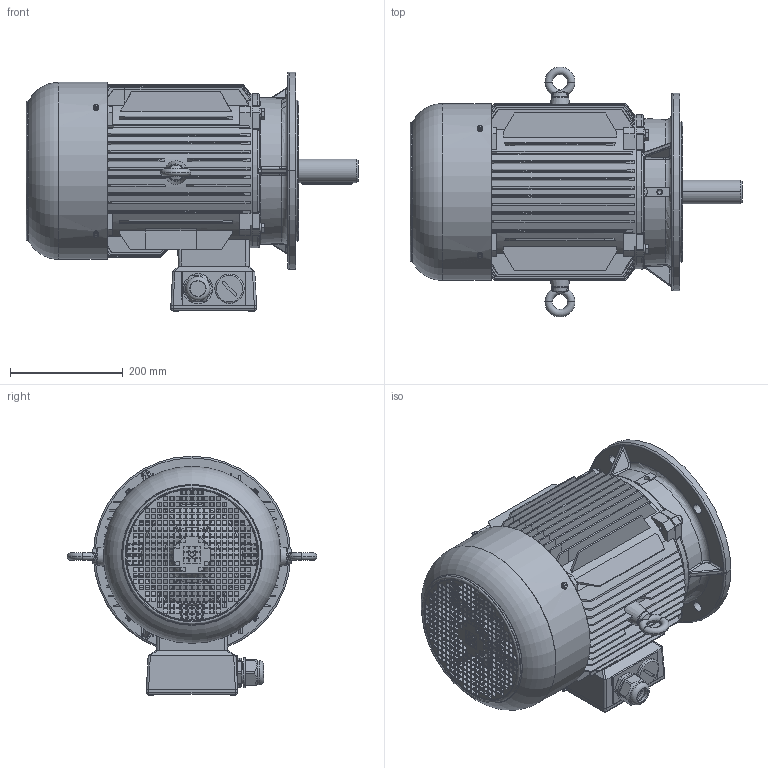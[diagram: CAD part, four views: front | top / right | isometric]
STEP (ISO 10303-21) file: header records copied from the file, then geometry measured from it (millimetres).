
FILE_DESCRIPTION(/* description */ (''),/* implementation_level */ '2;1');
FILE_NAME(/* name */ 'JM3-160M-B5.stp',/* time_stamp */ '2014-10-07T10:11:20+08:00',/* author */ (''),/* organization */ (''),/* preprocessor_version */ 'ST-DEVELOPER v14',/* originating_system */ 'SIEMENS PLM Software NX 8.0',/* authorisation */ '');
FILE_SCHEMA (('AUTOMOTIVE_DESIGN { 1 0 10303 214 3 1 1 1 }'));
Length unit declared in the file: millimetre
Products named in the file (1): jl0D7857331xns
Bounding box: 589 x 443.2 x 425 mm (x, y, z)
Volume: 8199486.5 mm3; surface area: 2525782.4 mm2
Topology: 61 solids, 61 shells, 4304 faces, 11352 edges, 7303 vertices
Faces by surface type: plane 2358, cylinder 935, torus 356, bspline 324, cone 314, sphere 17
Full cylindrical faces by diameter (mm): 2 x1, 4.48 x8, 5 x8, 5.3 x4, 5.35 x8, 6 x8, 7 x8, 8 x1, 9.026 x8, 10 x15, 11.2 x8, 16 x1, 27.5 x1, 32.5 x3, 37.5 x5, 38.2 x1, 38.75 x6, 40 x7, 41.25 x6, 43.125 x1, 52 x1, 53.125 x1, 65 x1, 66 x1, 235 x1, 311 x1, 314 x1
Entity records: 152217 total; most frequent: CARTESIAN_POINT 46026, ORIENTED_EDGE 21982, DIRECTION 19914, EDGE_CURVE 10991, VERTEX_POINT 7184, AXIS2_PLACEMENT_3D 6697, LINE 6520, VECTOR 6520
